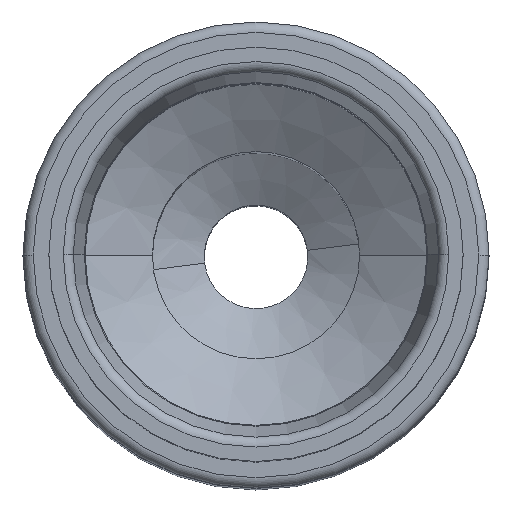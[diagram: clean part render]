
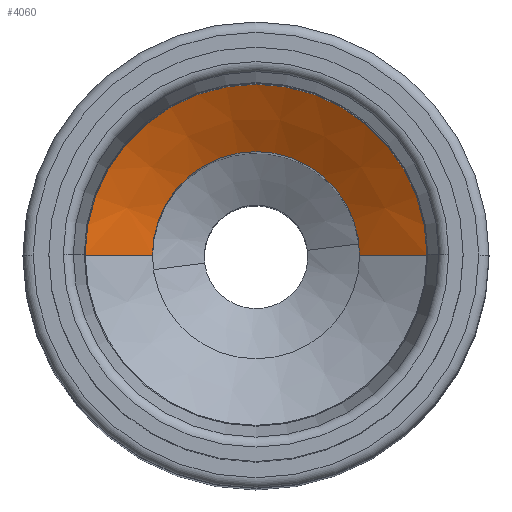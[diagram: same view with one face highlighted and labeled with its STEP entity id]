
A CAD part, top view. The second image highlights one B-rep face of the part: STEP entity #4060.
In plain terms, the highlighted conical face has half-angle 59 degrees and reference radius 3.3 mm.
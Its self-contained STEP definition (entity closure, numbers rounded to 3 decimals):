
#3410=CARTESIAN_POINT('',(2.,0.,9.481));
#3420=VERTEX_POINT('',#3410);
#3450=CARTESIAN_POINT('',(0.,0.,9.481));
#3460=DIRECTION('',(0.,0.,-1.));
#3470=DIRECTION('',(-1.,0.,0.));
#3480=AXIS2_PLACEMENT_3D('',#3450,#3460,#3470);
#3490=CIRCLE('',#3480,2.);
#3500=CARTESIAN_POINT('',(-2.,0.,9.481));
#3510=VERTEX_POINT('',#3500);
#3740=CARTESIAN_POINT('',(0.,0.,8.7));
#3750=DIRECTION('',(0.,0.,-1.));
#3760=DIRECTION('',(1.,0.,0.));
#3770=AXIS2_PLACEMENT_3D('',#3740,#3750,#3760);
#3780=CONICAL_SURFACE('',#3770,3.3,1.03);
#3790=CARTESIAN_POINT('',(-3.3,0.,8.7));
#3800=DIRECTION('',(-0.857,0.,
-0.515));
#3810=VECTOR('',#3800,3.85);
#3820=LINE('',#3790,#3810);
#3830=CARTESIAN_POINT('',(-3.3,0.,8.7));
#3840=VERTEX_POINT('',#3830);
#3850=EDGE_CURVE('',#3510,#3840,#3820,.T.);
#3860=ORIENTED_EDGE('',*,*,#3850,.F.);
#3870=CARTESIAN_POINT('',(0.,0.,8.7));
#3880=DIRECTION('',(0.,0.,1.));
#3890=DIRECTION('',(-1.,0.,0.));
#3900=AXIS2_PLACEMENT_3D('',#3870,#3880,#3890);
#3910=CIRCLE('',#3900,3.3);
#3920=CARTESIAN_POINT('',(3.3,0.,8.7));
#3930=VERTEX_POINT('',#3920);
#3940=EDGE_CURVE('',#3840,#3930,#3910,.T.);
#3950=ORIENTED_EDGE('',*,*,#3940,.F.);
#3960=CARTESIAN_POINT('',(3.3,0.,8.7));
#3970=DIRECTION('',(0.857,0.,
-0.515));
#3980=VECTOR('',#3970,3.85);
#3990=LINE('',#3960,#3980);
#4000=EDGE_CURVE('',#3420,#3930,#3990,.T.);
#4010=ORIENTED_EDGE('',*,*,#4000,.T.);
#4020=EDGE_CURVE('',#3420,#3510,#3490,.T.);
#4030=ORIENTED_EDGE('',*,*,#4020,.F.);
#4040=EDGE_LOOP('',(#4030,#4010,#3950,#3860));
#4050=FACE_OUTER_BOUND('',#4040,.T.);
#4060=ADVANCED_FACE('',(#4050),#3780,.F.);
